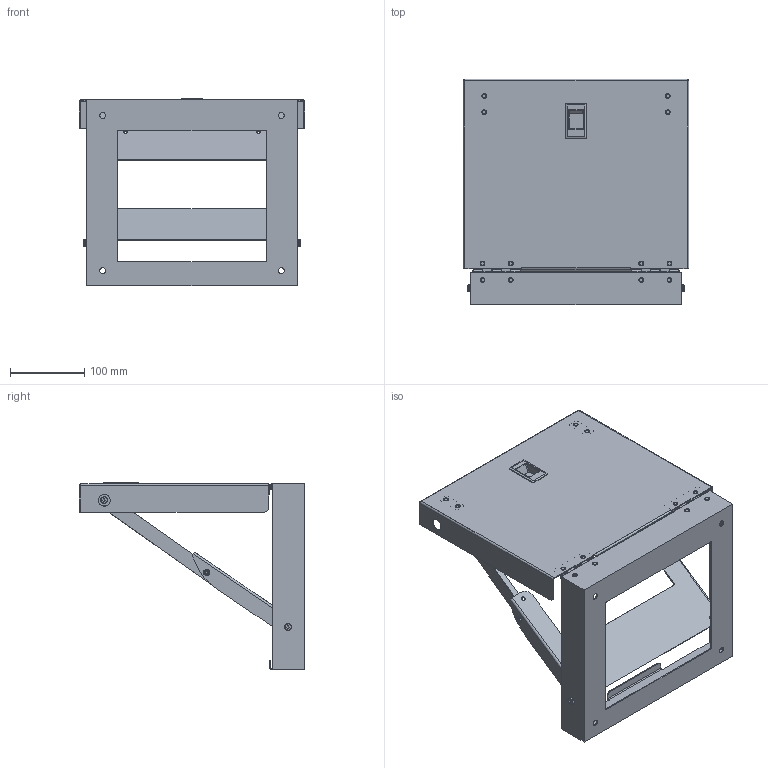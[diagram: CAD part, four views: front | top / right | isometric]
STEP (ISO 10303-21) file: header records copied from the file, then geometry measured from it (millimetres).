
FILE_DESCRIPTION (( 'STEP AP214' ), '1' );
FILE_NAME ('SCE-FS1212.STEP', '2022-07-25T14:55:13', ( '' ), ( '' ), 'SwSTEP 2.0', 'SolidWorks 2022', '' );
FILE_SCHEMA (( 'AUTOMOTIVE_DESIGN' ));
Length unit declared in the file: inch
Products named in the file (1): SCE-FS1212
Bounding box: 304.8 x 304.8 x 253.74 mm (x, y, z)
Volume: 387010.2 mm3; surface area: 556667.4 mm2
Topology: 55 solids, 55 shells, 2033 faces, 5273 edges, 3405 vertices
Faces by surface type: plane 1110, cylinder 440, torus 245, cone 171, bspline 43, sphere 24
Entity records: 70629 total; most frequent: CARTESIAN_POINT 19785, DIRECTION 10617, ORIENTED_EDGE 10532, EDGE_CURVE 5266, AXIS2_PLACEMENT_3D 4218, VERTEX_POINT 3405, EDGE_LOOP 2247, CIRCLE 2227
